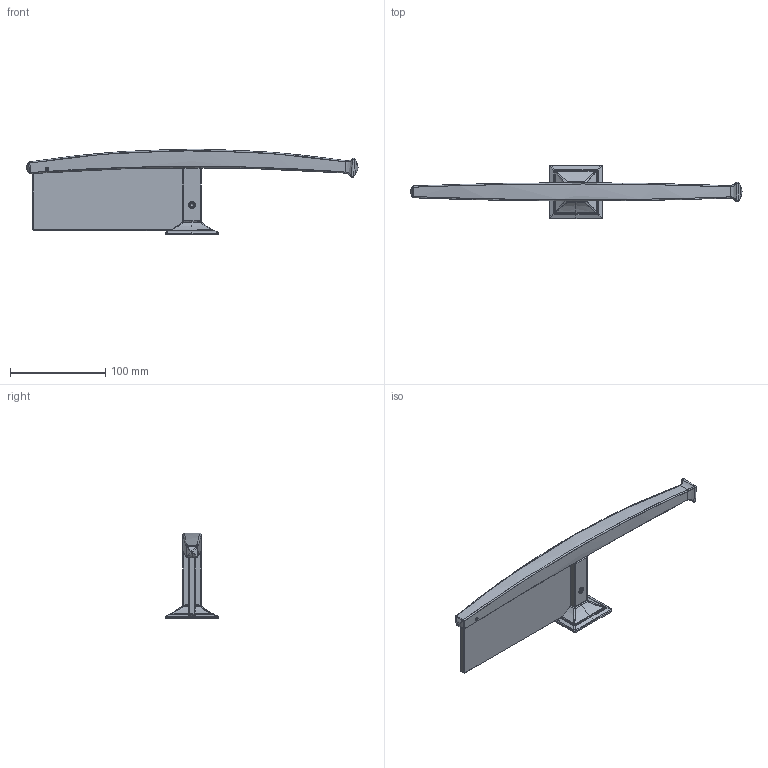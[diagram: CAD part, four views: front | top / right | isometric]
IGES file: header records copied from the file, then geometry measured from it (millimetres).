
Start section:  PTC IGES file: 4906-1.igs
Global section: file name: 4906-1.igs; native system: Creo Parametric by Parametric Technology Corporation; preprocessor: 2013150; author: rsmith; organization: Unknown; date: 20161024.093928; units: inch
Bounding box: 348.7 x 56.52 x 89.72 mm (x, y, z)
Surface area: 61748.8 mm2 (no closed solid volume)
Topology: 0 solids, 0 shells, 309 faces, 1555 edges, 1547 vertices
Faces by surface type: bspline 207, revolution 97, extrusion 5
